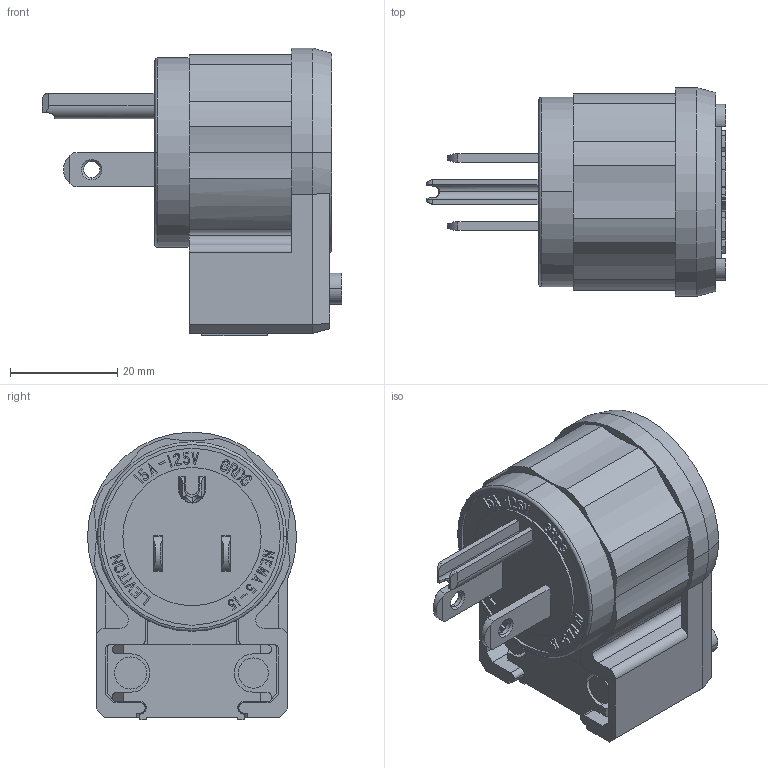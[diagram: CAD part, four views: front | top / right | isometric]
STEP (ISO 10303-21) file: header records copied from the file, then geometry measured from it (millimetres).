
FILE_DESCRIPTION(('OneSpaceDesigner STEP Export'),'2;1');
FILE_NAME('15A NEMA 5-15 Angle Plug cat 5266-CA.stp','2017-12-01T10:59:49',(''),(''),'OneSpace Designer STEP processor for AP214 (Solid Model)','OneSpace Designer 14.00A 08-Mar-2006 (C) CoCreate Software GmbH','');
FILE_SCHEMA(('AUTOMOTIVE_DESIGN { 1 0 10303 214 1 1 1 1 }'));
Length unit declared in the file: millimetre
Products named in the file (2): Angle_Husk_15A_5266_CA
Assembly tree (1 placements, depth 2):
  Angle_Husk_15A_5266_CA
    Angle_Husk_15A_5266_CA
Bounding box: 55.83 x 38.94 x 53.62 mm (x, y, z)
Volume: 49913.8 mm3; surface area: 12604.8 mm2
Topology: 1 solids, 1 shells, 1016 faces, 2863 edges, 1899 vertices
Faces by surface type: plane 879, cylinder 116, cone 10, bspline 6, torus 5
Entity records: 31937 total; most frequent: CARTESIAN_POINT 6092, ORIENTED_EDGE 5726, DIRECTION 4780, EDGE_CURVE 2863, VECTOR 2534, LINE 2534, VERTEX_POINT 1899, AXIS2_PLACEMENT_3D 1123
